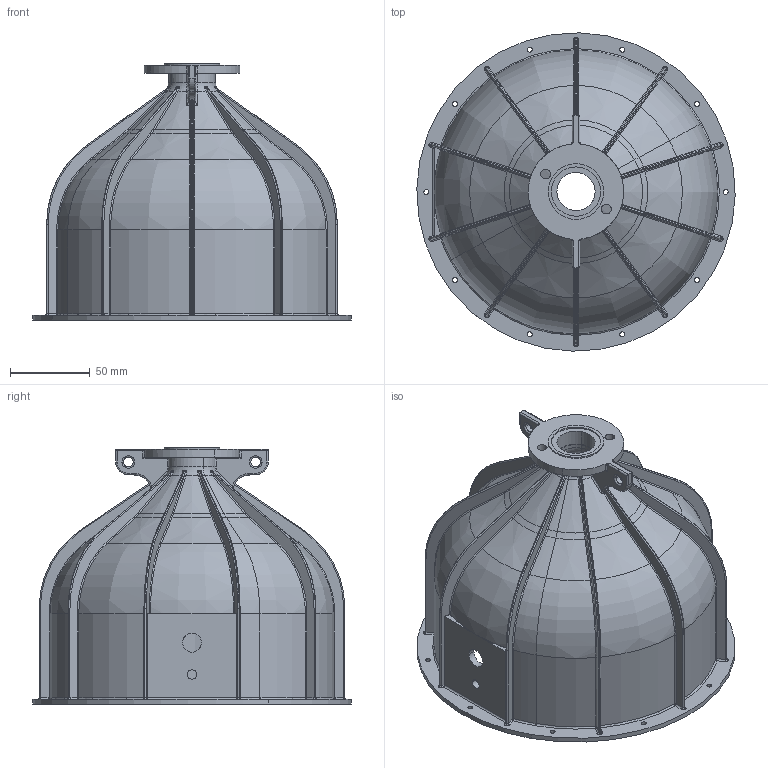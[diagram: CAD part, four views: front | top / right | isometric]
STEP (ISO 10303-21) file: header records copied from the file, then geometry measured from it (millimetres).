
FILE_DESCRIPTION(('CATIA V5 STEP Exchange'),'2;1');
FILE_NAME('EN_0300_001_AA_Plenum.stp','2018-12-18T13:38:18+00:00',('none'),('none'),'CATIA Version 5 Release 19 SP 2 (IN-10)','CATIA V5 STEP AP203','none');
FILE_SCHEMA(('CONFIG_CONTROL_DESIGN'));
Length unit declared in the file: millimetre
Products named in the file (1): EN_0300_001_AA_plenum
Bounding box: 199.94 x 199.94 x 160.8 mm (x, y, z)
Volume: 370296.1 mm3; surface area: 201101.4 mm2
Topology: 1 solids, 1 shells, 564 faces, 1370 edges, 794 vertices
Faces by surface type: cylinder 201, bspline 164, torus 95, plane 60, cone 30, revolution 14
Entity records: 24376 total; most frequent: CARTESIAN_POINT 13377, ORIENTED_EDGE 2702, DIRECTION 1407, EDGE_CURVE 1351, VERTEX_POINT 794, AXIS2_PLACEMENT_3D 773, EDGE_LOOP 603, ADVANCED_FACE 564
